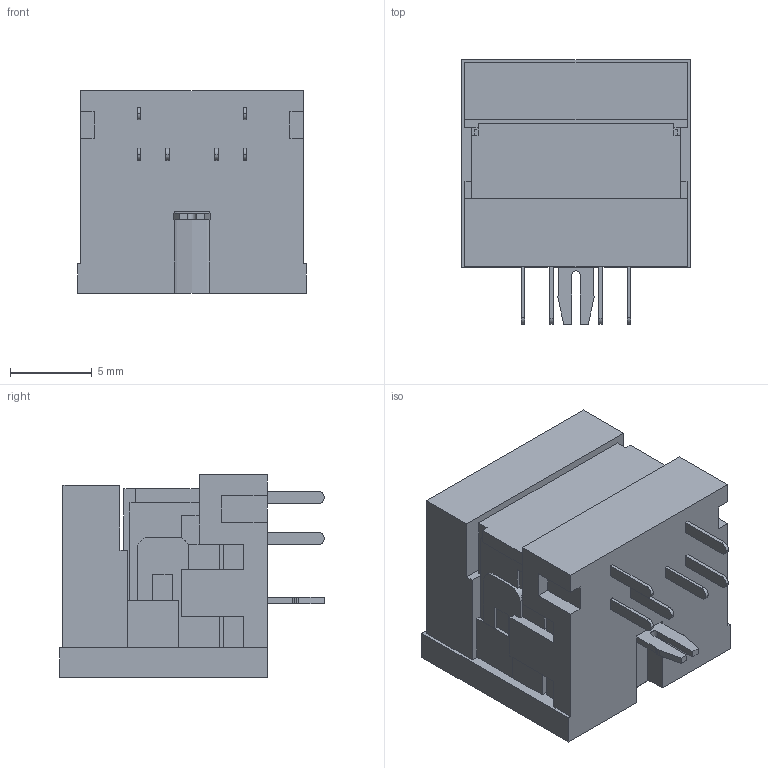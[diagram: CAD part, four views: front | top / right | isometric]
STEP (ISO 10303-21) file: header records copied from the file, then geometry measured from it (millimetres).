
FILE_DESCRIPTION(('STEP AP214'),'1');
FILE_NAME('a-dio-m06.stp','2023-02-28T12:08:28',('TraceParts'),('TraceParts S.A.'),'Spatial InterOp 3D',' ',' ');
FILE_SCHEMA(('AUTOMOTIVE_DESIGN { 1 0 10303 214 1 1 1 1 }'));
Length unit declared in the file: millimetre
Products named in the file (1): a-dio-m06_1
Bounding box: 14 x 16.2 x 12.4 mm (x, y, z)
Volume: 1756.9 mm3; surface area: 2026 mm2
Topology: 6 solids, 6 shells, 231 faces, 621 edges, 408 vertices
Faces by surface type: plane 168, cylinder 48, cone 12, torus 3
Entity records: 7233 total; most frequent: CARTESIAN_POINT 1266, ORIENTED_EDGE 1242, DIRECTION 1214, EDGE_CURVE 621, LINE 502, VECTOR 502, VERTEX_POINT 408, AXIS2_PLACEMENT_3D 356
